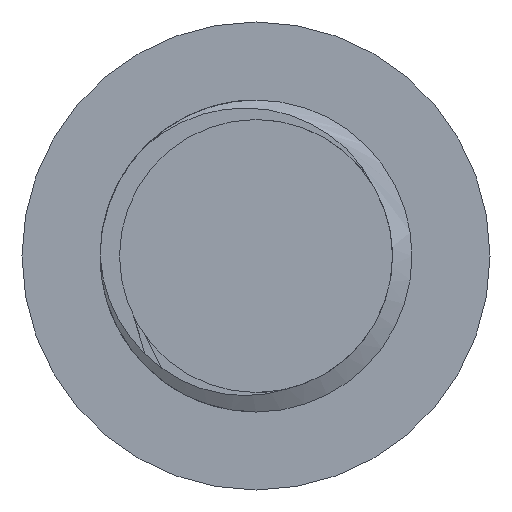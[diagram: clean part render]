
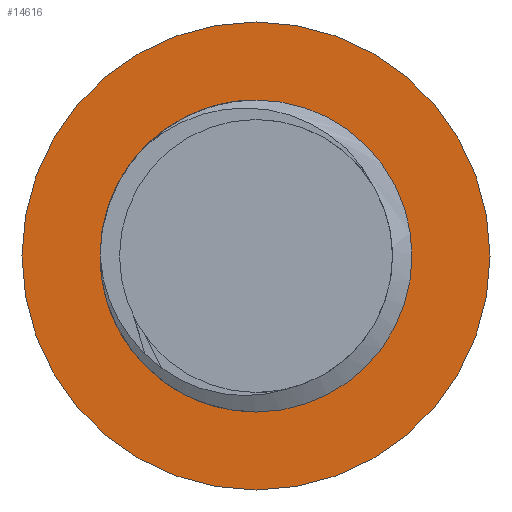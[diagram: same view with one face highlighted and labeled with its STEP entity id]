
A CAD part, front view. The second image highlights one B-rep face of the part: STEP entity #14616.
In plain terms, the highlighted planar face has unit normal (0, -1, 0).
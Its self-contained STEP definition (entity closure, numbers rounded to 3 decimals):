
#125 = DIRECTION ( 'NONE',  ( 0., -1., 0. ) ) ;
#209 = FACE_OUTER_BOUND ( 'NONE', #15501, .T. ) ;
#743 = CARTESIAN_POINT ( 'NONE',  ( 0., 162., 0. ) ) ;
#806 = DIRECTION ( 'NONE',  ( 0., -1., 0. ) ) ;
#1530 = VERTEX_POINT ( 'NONE', #17051 ) ;
#1680 = CARTESIAN_POINT ( 'NONE',  ( 7., 162., 0. ) ) ;
#1781 = DIRECTION ( 'NONE',  ( 0., -1., 0. ) ) ;
#1856 = CARTESIAN_POINT ( 'NONE',  ( 0., 162., 0. ) ) ;
#2780 = EDGE_CURVE ( 'NONE', #1530, #3647, #11922, .T. ) ;
#2792 = AXIS2_PLACEMENT_3D ( 'NONE', #1856, #1781, #7084 ) ;
#3085 = CARTESIAN_POINT ( 'NONE',  ( 0., 162., 0. ) ) ;
#3103 = CARTESIAN_POINT ( 'NONE',  ( 0., 162., -7. ) ) ;
#3136 = AXIS2_PLACEMENT_3D ( 'NONE', #8458, #3415, #5848 ) ;
#3415 = DIRECTION ( 'NONE',  ( 0., -1., 0. ) ) ;
#3647 = VERTEX_POINT ( 'NONE', #4748 ) ;
#4748 = CARTESIAN_POINT ( 'NONE',  ( 0., 162., 12. ) ) ;
#5329 = PLANE ( 'NONE',  #9505 ) ;
#5419 = CARTESIAN_POINT ( 'NONE',  ( 0., 162., 7. ) ) ;
#5848 = DIRECTION ( 'NONE',  ( 0., 0., -1. ) ) ;
#6044 = DIRECTION ( 'NONE',  ( 0., 0., -1. ) ) ;
#6135 = DIRECTION ( 'NONE',  ( 0., -1., 0. ) ) ;
#6186 = CIRCLE ( 'NONE', #10042, 12. ) ;
#7084 = DIRECTION ( 'NONE',  ( 0., 0., -1. ) ) ;
#7243 = DIRECTION ( 'NONE',  ( 0., 0., -1. ) ) ;
#7767 = ORIENTED_EDGE ( 'NONE', *, *, #12595, .F. ) ;
#8288 = DIRECTION ( 'NONE',  ( 0., 0., -1. ) ) ;
#8458 = CARTESIAN_POINT ( 'NONE',  ( 0., 162., 0. ) ) ;
#8591 = ORIENTED_EDGE ( 'NONE', *, *, #2780, .T. ) ;
#8944 = CIRCLE ( 'NONE', #3136, 7. ) ;
#9190 = AXIS2_PLACEMENT_3D ( 'NONE', #743, #6135, #6044 ) ;
#9505 = AXIS2_PLACEMENT_3D ( 'NONE', #1680, #125, #8288 ) ;
#10042 = AXIS2_PLACEMENT_3D ( 'NONE', #3085, #806, #7243 ) ;
#10705 = ORIENTED_EDGE ( 'NONE', *, *, #13908, .T. ) ;
#11922 = CIRCLE ( 'NONE', #2792, 12. ) ;
#12595 = EDGE_CURVE ( 'NONE', #16980, #16731, #16680, .T. ) ;
#13391 = FACE_BOUND ( 'NONE', #14433, .T. ) ;
#13908 = EDGE_CURVE ( 'NONE', #3647, #1530, #6186, .T. ) ;
#14046 = EDGE_CURVE ( 'NONE', #16731, #16980, #8944, .T. ) ;
#14433 = EDGE_LOOP ( 'NONE', ( #17168, #7767 ) ) ;
#14616 = ADVANCED_FACE ( 'NONE', ( #209, #13391 ), #5329, .T. ) ;
#15501 = EDGE_LOOP ( 'NONE', ( #8591, #10705 ) ) ;
#16680 = CIRCLE ( 'NONE', #9190, 7. ) ;
#16731 = VERTEX_POINT ( 'NONE', #3103 ) ;
#16980 = VERTEX_POINT ( 'NONE', #5419 ) ;
#17051 = CARTESIAN_POINT ( 'NONE',  ( 0., 162., -12. ) ) ;
#17168 = ORIENTED_EDGE ( 'NONE', *, *, #14046, .F. ) ;
